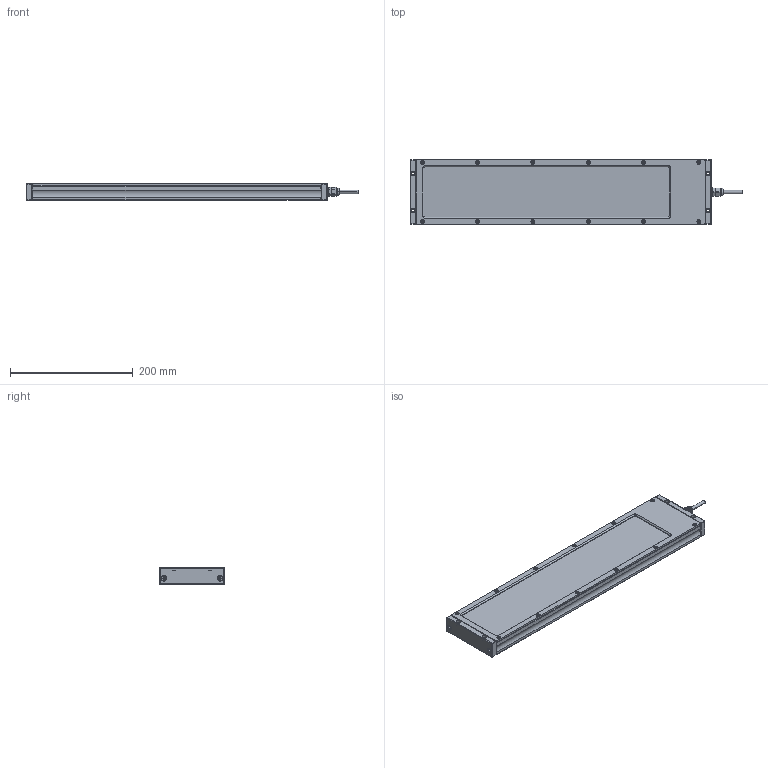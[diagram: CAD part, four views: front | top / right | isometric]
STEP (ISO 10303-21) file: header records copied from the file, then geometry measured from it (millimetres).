
FILE_DESCRIPTION((''),'2;1');
FILE_NAME('NLW80 SERIES.stp','2023-11-29T10:38:49',(''),(''),'Mechanical Desktop 2011','Mechanical Desktop 2011',', , ');
FILE_SCHEMA(('CONFIG_CONTROL_DESIGN'));
Length unit declared in the file: millimetre
Products named in the file (1): Product
Bounding box: 540 x 105 x 27.5 mm (x, y, z)
Volume: 1251594.5 mm3; surface area: 212252.1 mm2
Topology: 25 solids, 25 shells, 809 faces, 2025 edges, 1293 vertices
Faces by surface type: plane 315, cylinder 186, cone 168, bspline 133, sphere 7
Full cylindrical faces by diameter (mm): 9.865 x9, 11.489 x8
Entity records: 30149 total; most frequent: CARTESIAN_POINT 10951, ORIENTED_EDGE 4042, DIRECTION 3894, EDGE_CURVE 2021, AXIS2_PLACEMENT_3D 1379, VERTEX_POINT 1293, VECTOR 1136, LINE 1136
